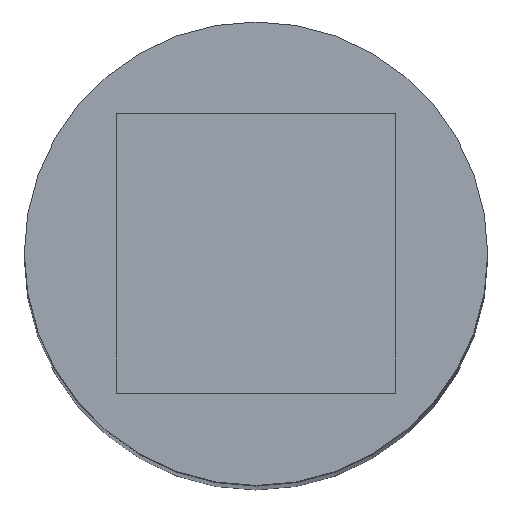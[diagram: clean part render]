
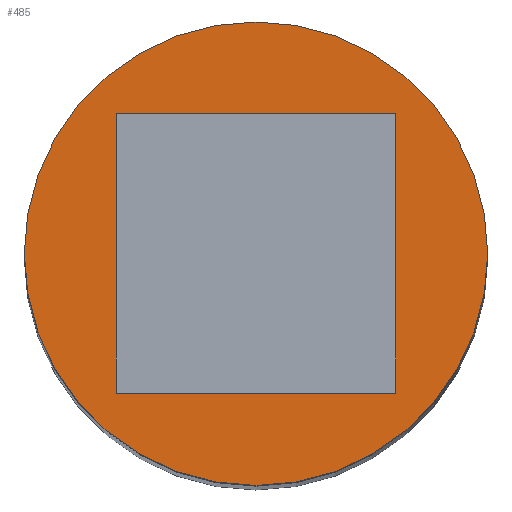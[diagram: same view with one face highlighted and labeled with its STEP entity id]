
A CAD part, top view. The second image highlights one B-rep face of the part: STEP entity #485.
In plain terms, the highlighted planar face has unit normal (0, 0, 1).
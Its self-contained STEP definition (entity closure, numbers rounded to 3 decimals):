
#4 = EDGE_CURVE ( 'NONE', #149, #496, #577, .T. ) ;
#15 = CARTESIAN_POINT ( 'NONE',  ( -3.5, 3.5, 32.5 ) ) ;
#39 = VERTEX_POINT ( 'NONE', #167 ) ;
#45 = EDGE_CURVE ( 'NONE', #539, #439, #513, .T. ) ;
#47 = DIRECTION ( 'NONE',  ( 0., 0., 1. ) ) ;
#71 = LINE ( 'NONE', #222, #584 ) ;
#85 = DIRECTION ( 'NONE',  ( 1., 0., 0. ) ) ;
#87 = DIRECTION ( 'NONE',  ( 0., 0., 1. ) ) ;
#126 = DIRECTION ( 'NONE',  ( 1., 0., 0. ) ) ;
#149 = VERTEX_POINT ( 'NONE', #180 ) ;
#151 = EDGE_CURVE ( 'NONE', #39, #578, #328, .T. ) ;
#161 = AXIS2_PLACEMENT_3D ( 'NONE', #492, #47, #382 ) ;
#167 = CARTESIAN_POINT ( 'NONE',  ( -3.5, -3.5, 32.5 ) ) ;
#180 = CARTESIAN_POINT ( 'NONE',  ( -5.8, 0., 32.5 ) ) ;
#197 = ORIENTED_EDGE ( 'NONE', *, *, #45, .F. ) ;
#200 = ORIENTED_EDGE ( 'NONE', *, *, #151, .F. ) ;
#205 = DIRECTION ( 'NONE',  ( 0., -1., 0. ) ) ;
#210 = CIRCLE ( 'NONE', #243, 5.8 ) ;
#213 = VECTOR ( 'NONE', #620, 1000. ) ;
#222 = CARTESIAN_POINT ( 'NONE',  ( 3.5, 3.5, 32.5 ) ) ;
#240 = EDGE_LOOP ( 'NONE', ( #281, #200, #493, #197 ) ) ;
#242 = EDGE_LOOP ( 'NONE', ( #583, #541 ) ) ;
#243 = AXIS2_PLACEMENT_3D ( 'NONE', #463, #514, #570 ) ;
#253 = AXIS2_PLACEMENT_3D ( 'NONE', #362, #87, #126 ) ;
#255 = CARTESIAN_POINT ( 'NONE',  ( -3.5, 3.5, 32.5 ) ) ;
#281 = ORIENTED_EDGE ( 'NONE', *, *, #546, .F. ) ;
#309 = CARTESIAN_POINT ( 'NONE',  ( -3.5, 3.5, 32.5 ) ) ;
#323 = FACE_OUTER_BOUND ( 'NONE', #242, .T. ) ;
#328 = LINE ( 'NONE', #526, #632 ) ;
#329 = PLANE ( 'NONE',  #253 ) ;
#337 = VECTOR ( 'NONE', #205, 1000. ) ;
#338 = EDGE_CURVE ( 'NONE', #439, #39, #459, .T. ) ;
#362 = CARTESIAN_POINT ( 'NONE',  ( 0., 0., 32.5 ) ) ;
#372 = FACE_BOUND ( 'NONE', #240, .T. ) ;
#382 = DIRECTION ( 'NONE',  ( 1., 0., 0. ) ) ;
#418 = DIRECTION ( 'NONE',  ( 0., 1., 0. ) ) ;
#439 = VERTEX_POINT ( 'NONE', #255 ) ;
#459 = LINE ( 'NONE', #309, #337 ) ;
#463 = CARTESIAN_POINT ( 'NONE',  ( 0., 0., 32.5 ) ) ;
#485 = ADVANCED_FACE ( 'NONE', ( #372, #323 ), #329, .T. ) ;
#492 = CARTESIAN_POINT ( 'NONE',  ( 0., 0., 32.5 ) ) ;
#493 = ORIENTED_EDGE ( 'NONE', *, *, #338, .F. ) ;
#495 = EDGE_CURVE ( 'NONE', #496, #149, #210, .T. ) ;
#496 = VERTEX_POINT ( 'NONE', #517 ) ;
#513 = LINE ( 'NONE', #15, #213 ) ;
#514 = DIRECTION ( 'NONE',  ( 0., 0., 1. ) ) ;
#517 = CARTESIAN_POINT ( 'NONE',  ( 5.8, 0., 32.5 ) ) ;
#526 = CARTESIAN_POINT ( 'NONE',  ( -3.5, -3.5, 32.5 ) ) ;
#539 = VERTEX_POINT ( 'NONE', #561 ) ;
#541 = ORIENTED_EDGE ( 'NONE', *, *, #495, .T. ) ;
#546 = EDGE_CURVE ( 'NONE', #578, #539, #71, .T. ) ;
#561 = CARTESIAN_POINT ( 'NONE',  ( 3.5, 3.5, 32.5 ) ) ;
#570 = DIRECTION ( 'NONE',  ( 1., 0., 0. ) ) ;
#577 = CIRCLE ( 'NONE', #161, 5.8 ) ;
#578 = VERTEX_POINT ( 'NONE', #603 ) ;
#583 = ORIENTED_EDGE ( 'NONE', *, *, #4, .T. ) ;
#584 = VECTOR ( 'NONE', #418, 1000. ) ;
#603 = CARTESIAN_POINT ( 'NONE',  ( 3.5, -3.5, 32.5 ) ) ;
#620 = DIRECTION ( 'NONE',  ( -1., 0., 0. ) ) ;
#632 = VECTOR ( 'NONE', #85, 1000. ) ;
